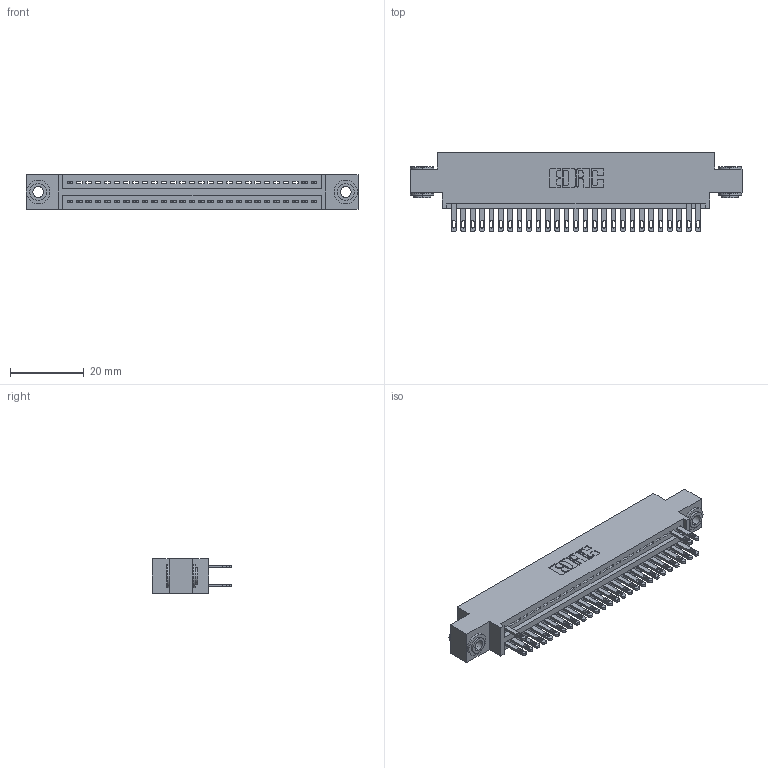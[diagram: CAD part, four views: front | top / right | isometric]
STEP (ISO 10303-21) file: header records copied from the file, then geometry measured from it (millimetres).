
FILE_DESCRIPTION (( 'STEP AP203' ), '1' );
FILE_NAME ('345-054-500-803.STEP', '2018-09-23T20:02:28', ( '' ), ( '' ), 'SwSTEP 2.0', 'SolidWorks 2016', '' );
FILE_SCHEMA (( 'CONFIG_CONTROL_DESIGN' ));
Length unit declared in the file: inch
Products named in the file (4): 345 Part_0.170 Offset - 0.156 Dia-TH; 345-292-001_345-293-100; 345-250-002_345-250-002-102; 345-054-500-803
Assembly tree (33 placements, depth 2):
  345-054-500-803
    345 Part_0.170 Offset - 0.156 Dia-TH
    345-292-001_345-293-100  x30
    345-250-002_345-250-002-102  x2
Bounding box: 89.79 x 21.51 x 9.4 mm (x, y, z)
Volume: 8364.3 mm3; surface area: 11502.4 mm2
Topology: 33 solids, 33 shells, 1740 faces, 5307 edges, 3534 vertices
Faces by surface type: plane 1072, cylinder 660, cone 8
Entity records: 23148 total; most frequent: CARTESIAN_POINT 3975, ORIENTED_EDGE 3926, DIRECTION 3529, EDGE_CURVE 1963, VECTOR 1695, LINE 1695, VERTEX_POINT 1306, AXIS2_PLACEMENT_3D 917
